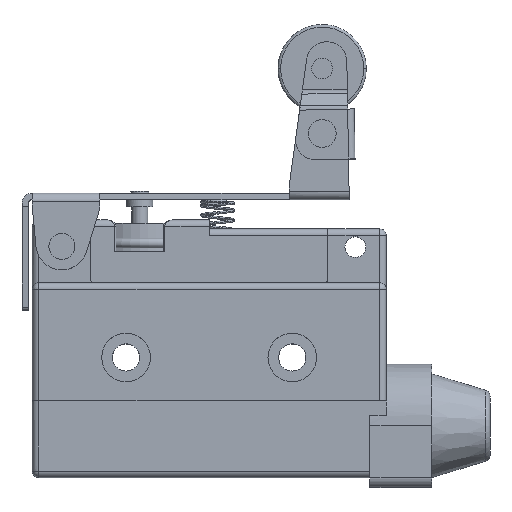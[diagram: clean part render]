
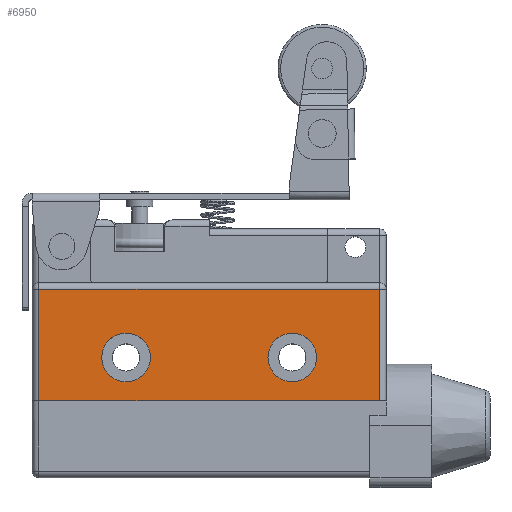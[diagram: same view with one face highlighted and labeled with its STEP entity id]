
A CAD part, top view. The second image highlights one B-rep face of the part: STEP entity #6950.
In plain terms, the highlighted planar face has unit normal (0, 0, 1).
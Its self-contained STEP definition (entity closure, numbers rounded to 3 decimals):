
#1526=DIRECTION('',(0.,-1.,0.));
#1527=VECTOR('',#1526,17.2);
#1528=CARTESIAN_POINT('',(-26.25,17.2,11.));
#1529=LINE('',#1528,#1527);
#1530=DIRECTION('',(-1.,0.,0.));
#1531=VECTOR('',#1530,52.5);
#1532=CARTESIAN_POINT('',(26.25,17.2,11.));
#1533=LINE('',#1532,#1531);
#1534=DIRECTION('',(0.,1.,0.));
#1535=VECTOR('',#1534,17.2);
#1536=CARTESIAN_POINT('',(26.25,0.,11.));
#1537=LINE('',#1536,#1535);
#1538=DIRECTION('',(1.,0.,0.));
#1539=VECTOR('',#1538,52.5);
#1540=CARTESIAN_POINT('',(-26.25,0.,11.));
#1541=LINE('',#1540,#1539);
#1542=CARTESIAN_POINT('',(12.8,6.7,11.));
#1543=DIRECTION('',(0.,0.,1.));
#1544=DIRECTION('',(1.,0.,0.));
#1545=AXIS2_PLACEMENT_3D('',#1542,#1543,#1544);
#1547=CARTESIAN_POINT('',(12.8,6.7,11.));
#1548=DIRECTION('',(0.,0.,1.));
#1549=DIRECTION('',(-1.,0.,0.));
#1550=AXIS2_PLACEMENT_3D('',#1547,#1548,#1549);
#1552=CARTESIAN_POINT('',(-12.8,6.7,11.));
#1553=DIRECTION('',(0.,0.,1.));
#1554=DIRECTION('',(1.,0.,0.));
#1555=AXIS2_PLACEMENT_3D('',#1552,#1553,#1554);
#1557=CARTESIAN_POINT('',(-12.8,6.7,11.));
#1558=DIRECTION('',(0.,0.,1.));
#1559=DIRECTION('',(-1.,0.,0.));
#1560=AXIS2_PLACEMENT_3D('',#1557,#1558,#1559);
#4034=CARTESIAN_POINT('',(-26.25,0.,11.));
#4036=VERTEX_POINT('',#4034);
#4040=CARTESIAN_POINT('',(-26.25,17.2,11.));
#4041=VERTEX_POINT('',#4040);
#4042=CARTESIAN_POINT('',(26.25,17.2,11.));
#4043=VERTEX_POINT('',#4042);
#4091=CARTESIAN_POINT('',(26.25,0.,11.));
#4093=VERTEX_POINT('',#4091);
#4619=CARTESIAN_POINT('',(16.55,6.7,11.));
#4620=CARTESIAN_POINT('',(9.05,6.7,11.));
#4621=VERTEX_POINT('',#4619);
#4622=VERTEX_POINT('',#4620);
#4623=CARTESIAN_POINT('',(-9.05,6.7,11.));
#4624=CARTESIAN_POINT('',(-16.55,6.7,11.));
#4625=VERTEX_POINT('',#4623);
#4626=VERTEX_POINT('',#4624);
#6925=CARTESIAN_POINT('',(0.,0.,11.));
#6926=DIRECTION('',(0.,0.,1.));
#6927=DIRECTION('',(1.,0.,0.));
#6928=AXIS2_PLACEMENT_3D('',#6925,#6926,#6927);
#6929=PLANE('',#6928);
#6931=ORIENTED_EDGE('',*,*,#6930,.F.);
#6933=ORIENTED_EDGE('',*,*,#6932,.F.);
#6935=ORIENTED_EDGE('',*,*,#6934,.F.);
#6936=ORIENTED_EDGE('',*,*,#6456,.F.);
#6937=EDGE_LOOP('',(#6931,#6933,#6935,#6936));
#6938=FACE_OUTER_BOUND('',#6937,.F.);
#6939=ORIENTED_EDGE('',*,*,#6915,.T.);
#6941=ORIENTED_EDGE('',*,*,#6940,.T.);
#6942=EDGE_LOOP('',(#6939,#6941));
#6943=FACE_BOUND('',#6942,.F.);
#6945=ORIENTED_EDGE('',*,*,#6944,.T.);
#6947=ORIENTED_EDGE('',*,*,#6946,.T.);
#6948=EDGE_LOOP('',(#6945,#6947));
#6949=FACE_BOUND('',#6948,.F.);
#1546=CIRCLE('',#1545,3.75);
#1551=CIRCLE('',#1550,3.75);
#1556=CIRCLE('',#1555,3.75);
#1561=CIRCLE('',#1560,3.75);
#6456=EDGE_CURVE('',#4036,#4093,#1541,.T.);
#6915=EDGE_CURVE('',#4621,#4622,#1546,.T.);
#6930=EDGE_CURVE('',#4041,#4036,#1529,.T.);
#6932=EDGE_CURVE('',#4043,#4041,#1533,.T.);
#6934=EDGE_CURVE('',#4093,#4043,#1537,.T.);
#6940=EDGE_CURVE('',#4622,#4621,#1551,.T.);
#6944=EDGE_CURVE('',#4625,#4626,#1556,.T.);
#6946=EDGE_CURVE('',#4626,#4625,#1561,.T.);
#6950=ADVANCED_FACE('',(#6938,#6943,#6949),#6929,.T.);
